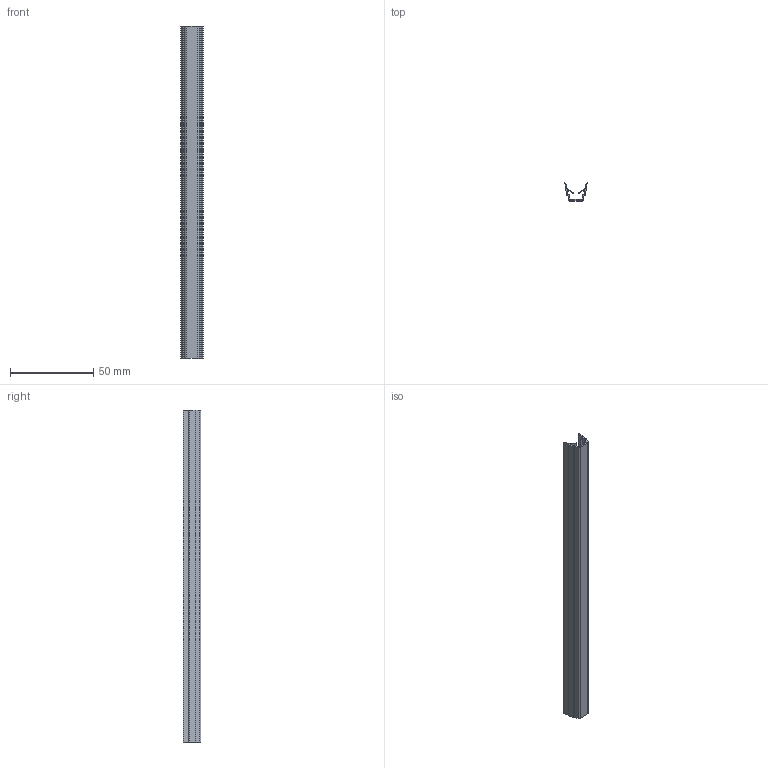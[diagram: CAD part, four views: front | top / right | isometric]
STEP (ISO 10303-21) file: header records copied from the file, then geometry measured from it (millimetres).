
FILE_DESCRIPTION(/* description */ (''),/* implementation_level */ '2;1');
FILE_NAME(/* name */ 'ZI-1278_Abdeck-_und_Einfassprofil_rot-8.stp',/* time_stamp */ '2020-07-20T14:02:06+02:00',/* author */ ('jmaun'),/* organization */ (''),/* preprocessor_version */ 'ST-DEVELOPER v17',/* originating_system */ 'Autodesk Inventor 2019',/* authorisation */ '');
FILE_SCHEMA (('AUTOMOTIVE_DESIGN { 1 0 10303 214 3 1 1 }'));
Length unit declared in the file: millimetre
Products named in the file (1): ZI1279_Abdeck-_und_Einfassprofil_rot-8
Bounding box: 13.31 x 10.7 x 200 mm (x, y, z)
Volume: 4789.5 mm3; surface area: 15216.3 mm2
Topology: 1 solids, 1 shells, 46 faces, 132 edges, 88 vertices
Faces by surface type: plane 28, cylinder 18
Entity records: 1604 total; most frequent: CARTESIAN_POINT 267, ORIENTED_EDGE 264, DIRECTION 262, EDGE_CURVE 132, LINE 96, VECTOR 96, VERTEX_POINT 88, AXIS2_PLACEMENT_3D 83
